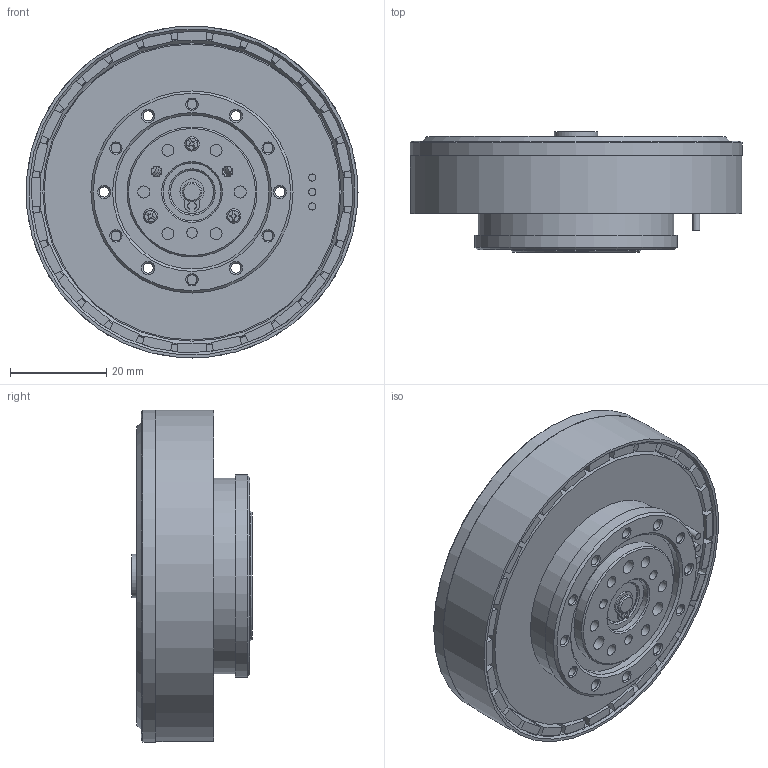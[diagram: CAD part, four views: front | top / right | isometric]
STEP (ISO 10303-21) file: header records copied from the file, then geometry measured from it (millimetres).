
FILE_DESCRIPTION (( 'STEP AP214' ), '1' );
FILE_NAME ('AKE60-8-KV80.STEP', '2024-05-08T06:31:28', ( '' ), ( '' ), 'SwSTEP 2.0', 'SolidWorks 2020', '' );
FILE_SCHEMA (( 'AUTOMOTIVE_DESIGN' ));
Length unit declared in the file: millimetre
Products named in the file (1): AKE60-8-KV80
Bounding box: 69 x 25 x 69 mm (x, y, z)
Surface area: 29538.3 mm2 (no closed solid volume)
Topology: 0 solids, 52 shells, 473 faces, 1316 edges, 897 vertices
Faces by surface type: plane 278, cylinder 125, cone 69, torus 1
Full cylindrical faces by diameter (mm): 1.5 x3, 2.05 x6, 2.1 x6, 2.2 x3, 2.5 x6, 3 x3, 3.5 x7, 4 x2, 6 x1, 9 x2, 12 x1, 15 x1, 15.2 x1, 27 x2, 32 x2, 33 x2, 40 x1, 40.6 x1, 42 x1, 61.5 x1, 63.5 x1, 66.8 x1, 69 x2
Entity records: 19701 total; most frequent: CARTESIAN_POINT 2611, DIRECTION 2562, ORIENTED_EDGE 2062, EDGE_CURVE 1211, AXIS2_PLACEMENT_3D 887, VERTEX_POINT 880, LINE 788, VECTOR 788
